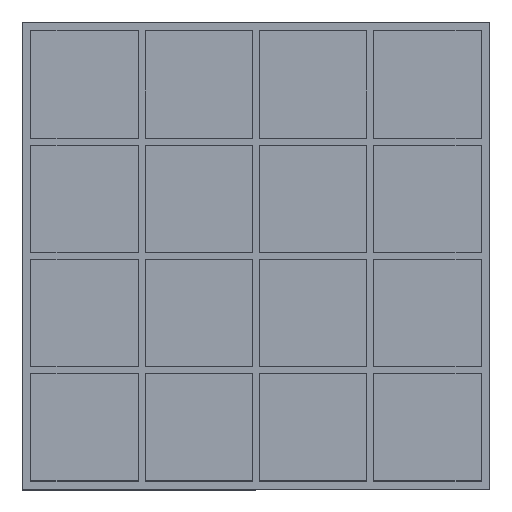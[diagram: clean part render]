
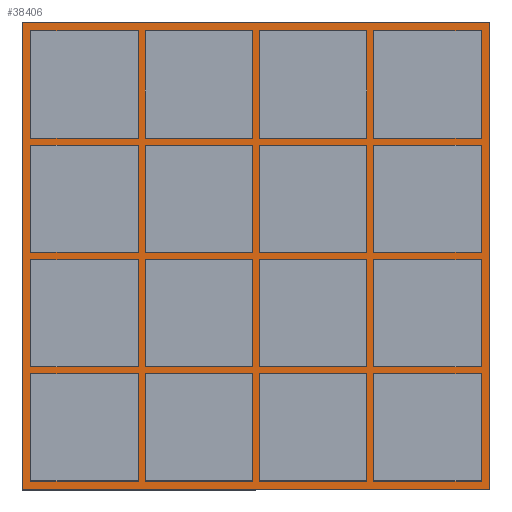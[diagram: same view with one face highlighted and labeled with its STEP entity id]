
A CAD part, top view. The second image highlights one B-rep face of the part: STEP entity #38406.
In plain terms, the highlighted planar face has unit normal (0, 0, 1).
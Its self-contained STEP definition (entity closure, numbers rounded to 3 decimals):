
#38276=CARTESIAN_POINT('',(-6.55,6.55,5.05));
#38277=VERTEX_POINT('',#38276);
#38278=CARTESIAN_POINT('',(6.55,6.55,5.05));
#38279=VERTEX_POINT('',#38278);
#38280=CARTESIAN_POINT('',(-6.55,6.55,5.05));
#38281=DIRECTION('',(1.0,0.0,0.0));
#38282=VECTOR('',#38281,13.1);
#38283=LINE('',#38280,#38282);
#38284=EDGE_CURVE('',#38277,#38279,#38283,.T.);
#38316=CARTESIAN_POINT('',(6.55,-6.55,5.05));
#38317=VERTEX_POINT('',#38316);
#38318=CARTESIAN_POINT('',(6.55,6.55,5.05));
#38319=DIRECTION('',(0.0,-1.0,0.0));
#38320=VECTOR('',#38319,13.1);
#38321=LINE('',#38318,#38320);
#38322=EDGE_CURVE('',#38279,#38317,#38321,.T.);
#38347=CARTESIAN_POINT('',(-6.55,-6.55,5.05));
#38348=VERTEX_POINT('',#38347);
#38349=CARTESIAN_POINT('',(6.55,-6.55,5.05));
#38350=DIRECTION('',(-1.0,0.0,0.0));
#38351=VECTOR('',#38350,13.1);
#38352=LINE('',#38349,#38351);
#38353=EDGE_CURVE('',#38317,#38348,#38352,.T.);
#38378=CARTESIAN_POINT('',(-6.55,-6.55,5.05));
#38379=DIRECTION('',(0.0,1.0,0.0));
#38380=VECTOR('',#38379,13.1);
#38381=LINE('',#38378,#38380);
#38382=EDGE_CURVE('',#38348,#38277,#38381,.T.);
#38395=CARTESIAN_POINT('',(0.,0.,5.05));
#38396=DIRECTION('',(0.0,0.0,1.0));
#38397=DIRECTION('',(0.0,1.0,0.0));
#38398=AXIS2_PLACEMENT_3D('',#38395,#38396,#38397);
#38399=PLANE('',#38398);
#38400=ORIENTED_EDGE('',*,*,#38284,.F.);
#38401=ORIENTED_EDGE('',*,*,#38382,.F.);
#38402=ORIENTED_EDGE('',*,*,#38353,.F.);
#38403=ORIENTED_EDGE('',*,*,#38322,.F.);
#38404=EDGE_LOOP('',(#38400,#38401,#38402,#38403));
#38405=FACE_OUTER_BOUND('',#38404,.T.);
#38406=ADVANCED_FACE('',(#38405),#38399,.T.);
